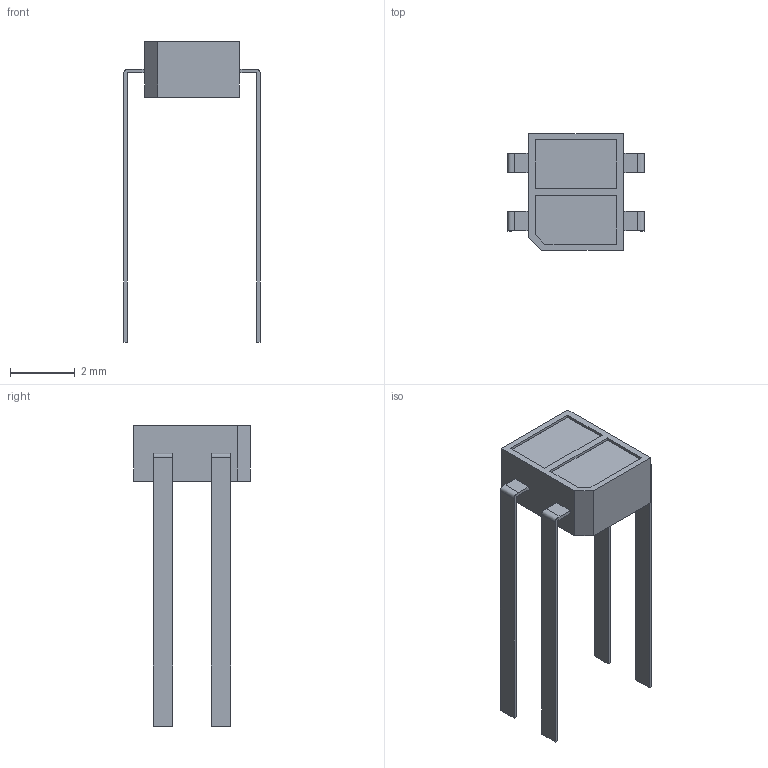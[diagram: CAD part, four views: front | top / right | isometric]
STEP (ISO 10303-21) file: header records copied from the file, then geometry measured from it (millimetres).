
FILE_DESCRIPTION(/* description */ (''),/* implementation_level */ '2;1');
FILE_NAME(/* name */ 'QRE1113.stp',/* time_stamp */ '2023-05-25T09:50:57+02:00',/* author */ ('MenMe'),/* organization */ (''),/* preprocessor_version */ 'ST-DEVELOPER v19',/* originating_system */ 'Autodesk Inventor 2023',/* authorisation */ '');
FILE_SCHEMA (('AUTOMOTIVE_DESIGN { 1 0 10303 214 3 1 1 }'));
Length unit declared in the file: millimetre
Products named in the file (1): QRE1113
Bounding box: 4.19 x 3.6 x 9.25 mm (x, y, z)
Volume: 19.2 mm3; surface area: 109.7 mm2
Topology: 7 solids, 7 shells, 75 faces, 177 edges, 118 vertices
Faces by surface type: plane 63, bspline 12
Entity records: 2343 total; most frequent: CARTESIAN_POINT 623, ORIENTED_EDGE 354, DIRECTION 281, EDGE_CURVE 177, LINE 153, VECTOR 153, VERTEX_POINT 118, EDGE_LOOP 77
